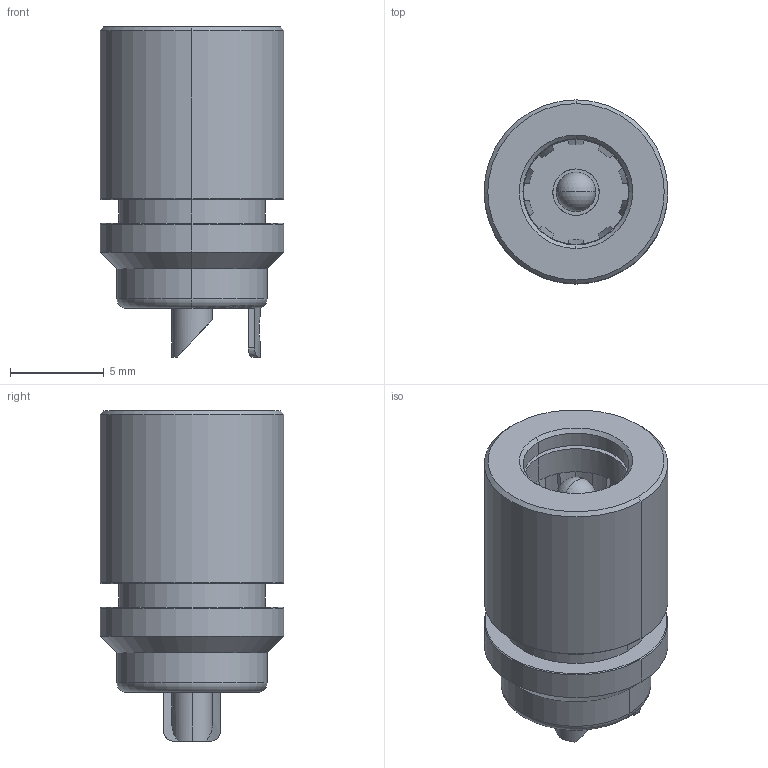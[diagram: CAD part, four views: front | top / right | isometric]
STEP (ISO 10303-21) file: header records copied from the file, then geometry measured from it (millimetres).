
FILE_DESCRIPTION (( 'STEP AP203' ), '1' );
FILE_NAME ('50-00533_revA2.STEP', '2017-01-12T17:52:58', ( '' ), ( '' ), 'SwSTEP 2.0', 'SolidWorks 2015', '' );
FILE_SCHEMA (( 'CONFIG_CONTROL_DESIGN' ));
Length unit declared in the file: millimetre
Products named in the file (5): 50-00533_revA2; 50-00533 contact; 50-00533_shell; 50-00533 pin; 50-00533 insulator
Assembly tree (4 placements, depth 2):
  50-00533_revA2
    50-00533 pin
    50-00533 contact
    50-00533_shell
    50-00533 insulator
Bounding box: 9.8 x 9.8 x 17.6 mm (x, y, z)
Volume: 728.5 mm3; surface area: 1509.4 mm2
Topology: 4 solids, 4 shells, 170 faces, 419 edges, 242 vertices
Faces by surface type: plane 69, cylinder 52, bspline 29, cone 10, torus 8, sphere 2
Entity records: 6139 total; most frequent: CARTESIAN_POINT 1717, DIRECTION 846, ORIENTED_EDGE 830, EDGE_CURVE 415, AXIS2_PLACEMENT_3D 357, VERTEX_POINT 240, CIRCLE 209, EDGE_LOOP 185
